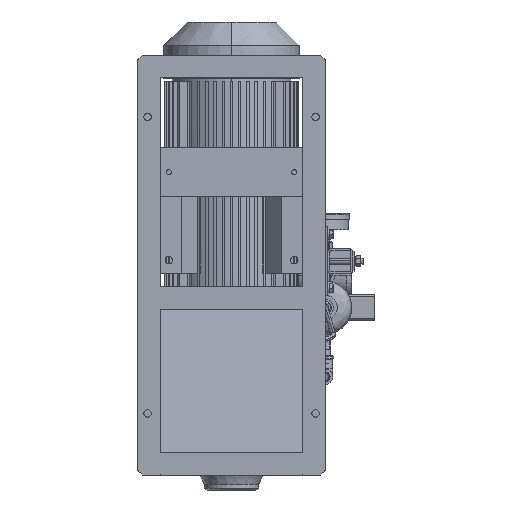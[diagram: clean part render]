
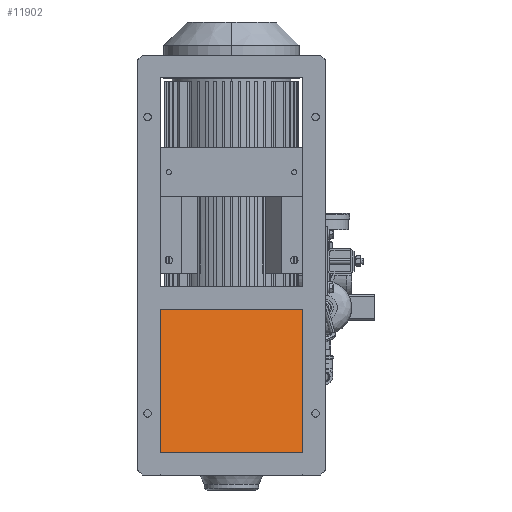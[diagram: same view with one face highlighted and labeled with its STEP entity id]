
A CAD part, front view. The second image highlights one B-rep face of the part: STEP entity #11902.
In plain terms, the highlighted planar face has unit normal (0, -0.985, 0.17).
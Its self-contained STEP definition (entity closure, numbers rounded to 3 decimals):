
#540 = CARTESIAN_POINT ( 'NONE',  ( -144., -202.985, 211. ) ) ;
#10817 = EDGE_LOOP ( 'NONE', ( #14349, #89719, #31728, #32029 ) ) ;
#11782 = VECTOR ( 'NONE', #98355, 1000. ) ;
#11902 = ADVANCED_FACE ( 'NONE', ( #47142 ), #95922, .F. ) ;
#14349 = ORIENTED_EDGE ( 'NONE', *, *, #14494, .T. ) ;
#14494 = EDGE_CURVE ( 'NONE', #43995, #30127, #36467, .T. ) ;
#17050 = CARTESIAN_POINT ( 'NONE',  ( 144., -252.985, -78.657 ) ) ;
#17675 = LINE ( 'NONE', #17050, #57696 ) ;
#22459 = CARTESIAN_POINT ( 'NONE',  ( 144., -202.985, 211. ) ) ;
#25250 = DIRECTION ( 'NONE',  ( 0., -0.17, -0.985 ) ) ;
#29587 = LINE ( 'NONE', #74658, #41200 ) ;
#30127 = VERTEX_POINT ( 'NONE', #540 ) ;
#31588 = CARTESIAN_POINT ( 'NONE',  ( 144., -252.985, -78.657 ) ) ;
#31728 = ORIENTED_EDGE ( 'NONE', *, *, #69018, .F. ) ;
#32029 = ORIENTED_EDGE ( 'NONE', *, *, #57365, .F. ) ;
#36467 = LINE ( 'NONE', #22459, #11782 ) ;
#37867 = CARTESIAN_POINT ( 'NONE',  ( -144., -252.985, -78.657 ) ) ;
#41200 = VECTOR ( 'NONE', #25250, 1000. ) ;
#42328 = AXIS2_PLACEMENT_3D ( 'NONE', #47124, #87591, #95574 ) ;
#43995 = VERTEX_POINT ( 'NONE', #56629 ) ;
#47124 = CARTESIAN_POINT ( 'NONE',  ( 144., -252.985, -78.657 ) ) ;
#47142 = FACE_OUTER_BOUND ( 'NONE', #10817, .T. ) ;
#56629 = CARTESIAN_POINT ( 'NONE',  ( 144., -202.985, 211. ) ) ;
#57365 = EDGE_CURVE ( 'NONE', #43995, #89723, #63103, .T. ) ;
#57696 = VECTOR ( 'NONE', #83915, 1000. ) ;
#63103 = LINE ( 'NONE', #96440, #79985 ) ;
#68018 = EDGE_CURVE ( 'NONE', #30127, #89462, #29587, .T. ) ;
#69018 = EDGE_CURVE ( 'NONE', #89723, #89462, #17675, .T. ) ;
#74658 = CARTESIAN_POINT ( 'NONE',  ( -144., -252.985, -78.657 ) ) ;
#79985 = VECTOR ( 'NONE', #80108, 1000. ) ;
#80108 = DIRECTION ( 'NONE',  ( 0., -0.17, -0.985 ) ) ;
#83915 = DIRECTION ( 'NONE',  ( -1., 0., 0. ) ) ;
#87591 = DIRECTION ( 'NONE',  ( 0., 0.985, -0.17 ) ) ;
#89462 = VERTEX_POINT ( 'NONE', #37867 ) ;
#89719 = ORIENTED_EDGE ( 'NONE', *, *, #68018, .T. ) ;
#89723 = VERTEX_POINT ( 'NONE', #31588 ) ;
#95574 = DIRECTION ( 'NONE',  ( 0., 0.17, 0.985 ) ) ;
#95922 = PLANE ( 'NONE',  #42328 ) ;
#96440 = CARTESIAN_POINT ( 'NONE',  ( 144., -252.985, -78.657 ) ) ;
#98355 = DIRECTION ( 'NONE',  ( -1., 0., 0. ) ) ;
